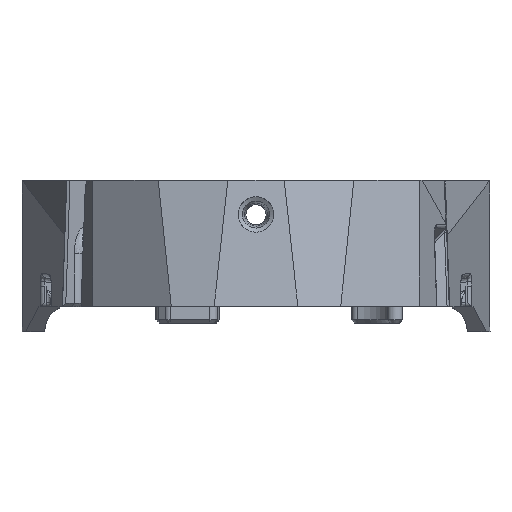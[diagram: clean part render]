
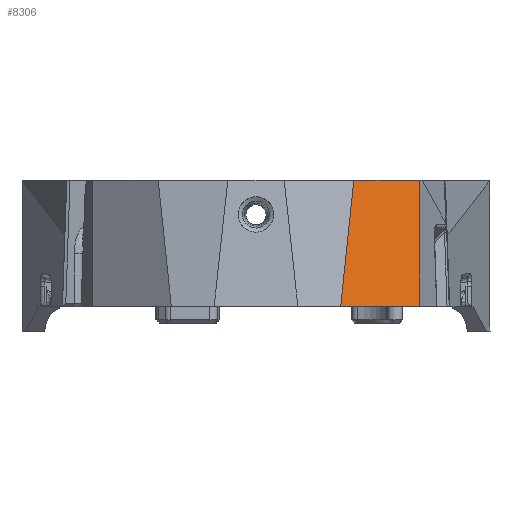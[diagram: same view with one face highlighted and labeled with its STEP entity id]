
A CAD part, top view. The second image highlights one B-rep face of the part: STEP entity #8306.
In plain terms, the highlighted planar face has unit normal (0.626, 0.087, 0.775).
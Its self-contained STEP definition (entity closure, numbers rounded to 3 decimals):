
#899=FACE_OUTER_BOUND('',#1416,.T.);
#1416=EDGE_LOOP('',(#6538,#6539,#6540,#6541));
#1755=LINE('',#11757,#2455);
#1908=LINE('',#12417,#2608);
#1953=LINE('',#13841,#2653);
#2110=LINE('',#15028,#2810);
#2455=VECTOR('',#9463,1000.);
#2608=VECTOR('',#9860,1000.);
#2653=VECTOR('',#10007,1000.);
#2810=VECTOR('',#10616,1000.);
#3361=VERTEX_POINT('',#11754);
#3362=VERTEX_POINT('',#11756);
#3492=VERTEX_POINT('',#12416);
#3564=VERTEX_POINT('',#13840);
#4140=EDGE_CURVE('',#3361,#3362,#1755,.T.);
#4361=EDGE_CURVE('',#3492,#3362,#1908,.T.);
#4467=EDGE_CURVE('',#3492,#3564,#1953,.T.);
#4788=EDGE_CURVE('',#3361,#3564,#2110,.T.);
#6538=ORIENTED_EDGE('',*,*,#4361,.T.);
#6539=ORIENTED_EDGE('',*,*,#4140,.F.);
#6540=ORIENTED_EDGE('',*,*,#4788,.T.);
#6541=ORIENTED_EDGE('',*,*,#4467,.F.);
#7967=PLANE('',#9023);
#8306=ADVANCED_FACE('',(#899),#7967,.T.);
#9023=AXIS2_PLACEMENT_3D('',#15029,#10617,#10618);
#9463=DIRECTION('',(0.778,0.,-0.628));
#9860=DIRECTION('',(0.,0.994,-0.112));
#10007=DIRECTION('',(-0.778,0.,0.628));
#10616=DIRECTION('',(-0.102,-0.976,0.192));
#10617=DIRECTION('center_axis',(0.626,0.087,0.775));
#10618=DIRECTION('ref_axis',(0.138,-0.99,0.));
#11754=CARTESIAN_POINT('',(38.958,1.053,231.835));
#11756=CARTESIAN_POINT('',(46.706,1.053,225.583));
#11757=CARTESIAN_POINT('',(44.23,1.053,227.581));
#12416=CARTESIAN_POINT('',(46.706,-13.847,227.258));
#12417=CARTESIAN_POINT('',(46.706,0.075,225.693));
#13840=CARTESIAN_POINT('',(37.406,-13.847,234.762));
#13841=CARTESIAN_POINT('',(45.049,-13.847,228.596));
#15028=CARTESIAN_POINT('',(39.02,1.643,231.719));
#15029=CARTESIAN_POINT('Origin',(44.272,0.293,227.633));
